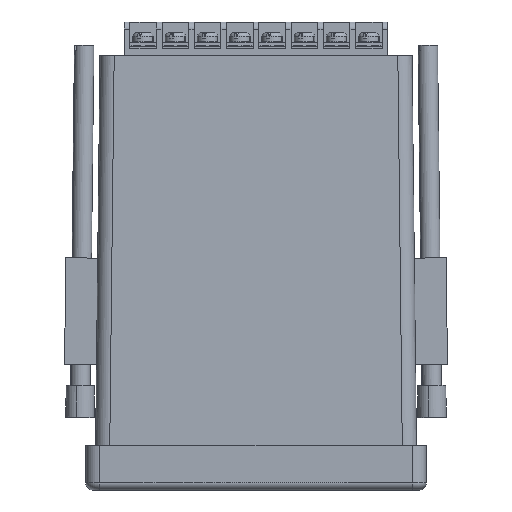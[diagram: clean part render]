
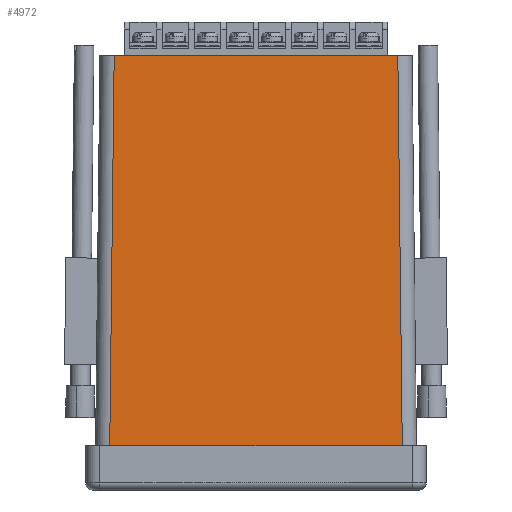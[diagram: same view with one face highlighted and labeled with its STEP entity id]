
A CAD part, front view. The second image highlights one B-rep face of the part: STEP entity #4972.
In plain terms, the highlighted planar face has unit normal (0, -1, 0.011).
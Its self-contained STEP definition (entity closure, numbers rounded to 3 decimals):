
#509 = CARTESIAN_POINT ( 'NONE',  ( -44., -44., 0. ) ) ;
#1946 = VERTEX_POINT ( 'NONE', #16598 ) ;
#1969 = VECTOR ( 'NONE', #4910, 1000. ) ;
#2002 = LINE ( 'NONE', #11743, #26563 ) ;
#3019 = ORIENTED_EDGE ( 'NONE', *, *, #11249, .T. ) ;
#3430 = DIRECTION ( 'NONE',  ( 1., 0., 0. ) ) ;
#4354 = DIRECTION ( 'NONE',  ( 0., -1., 0.011 ) ) ;
#4372 = CARTESIAN_POINT ( 'NONE',  ( -41.25, -45.25, -110. ) ) ;
#4910 = DIRECTION ( 'NONE',  ( 1., 0., 0. ) ) ;
#4972 = ADVANCED_FACE ( 'NONE', ( #18353 ), #27344, .T. ) ;
#5477 = ORIENTED_EDGE ( 'NONE', *, *, #8717, .F. ) ;
#5874 = DIRECTION ( 'NONE',  ( -0.011, -0.011, -1. ) ) ;
#6327 = CARTESIAN_POINT ( 'NONE',  ( -40., -44., 0. ) ) ;
#8717 = EDGE_CURVE ( 'NONE', #23542, #1946, #36736, .T. ) ;
#9419 = CARTESIAN_POINT ( 'NONE',  ( 41.25, -45.25, -110. ) ) ;
#9469 = EDGE_CURVE ( 'NONE', #24651, #1946, #28041, .T. ) ;
#11249 = EDGE_CURVE ( 'NONE', #23542, #32754, #2002, .T. ) ;
#11743 = CARTESIAN_POINT ( 'NONE',  ( -40.001, -44.001, -0.045 ) ) ;
#14827 = VECTOR ( 'NONE', #15452, 1000. ) ;
#15452 = DIRECTION ( 'NONE',  ( -0.011, 0.011, 1. ) ) ;
#16598 = CARTESIAN_POINT ( 'NONE',  ( 40., -44., 0. ) ) ;
#18353 = FACE_OUTER_BOUND ( 'NONE', #25207, .T. ) ;
#19512 = CARTESIAN_POINT ( 'NONE',  ( -44., -45.25, -110. ) ) ;
#19617 = ORIENTED_EDGE ( 'NONE', *, *, #9469, .T. ) ;
#20013 = ORIENTED_EDGE ( 'NONE', *, *, #26176, .T. ) ;
#21270 = VECTOR ( 'NONE', #3430, 1000. ) ;
#23542 = VERTEX_POINT ( 'NONE', #6327 ) ;
#24651 = VERTEX_POINT ( 'NONE', #9419 ) ;
#24681 = DIRECTION ( 'NONE',  ( 0., -0.011, -1. ) ) ;
#25207 = EDGE_LOOP ( 'NONE', ( #20013, #19617, #5477, #3019 ) ) ;
#26176 = EDGE_CURVE ( 'NONE', #32754, #24651, #35625, .T. ) ;
#26563 = VECTOR ( 'NONE', #5874, 1000. ) ;
#27344 = PLANE ( 'NONE',  #31272 ) ;
#28041 = LINE ( 'NONE', #29824, #14827 ) ;
#29824 = CARTESIAN_POINT ( 'NONE',  ( 39.989, -43.989, 0.954 ) ) ;
#31272 = AXIS2_PLACEMENT_3D ( 'NONE', #33063, #4354, #24681 ) ;
#32754 = VERTEX_POINT ( 'NONE', #4372 ) ;
#33063 = CARTESIAN_POINT ( 'NONE',  ( -44., -44., 0. ) ) ;
#35625 = LINE ( 'NONE', #19512, #1969 ) ;
#36736 = LINE ( 'NONE', #509, #21270 ) ;
